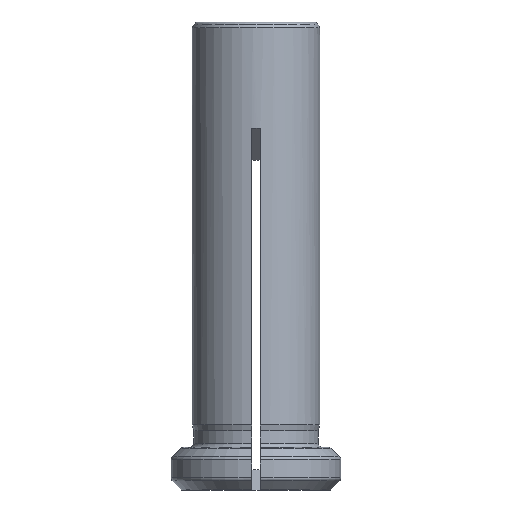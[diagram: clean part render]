
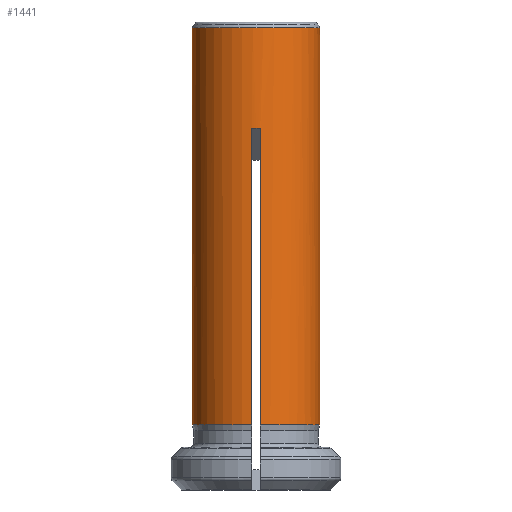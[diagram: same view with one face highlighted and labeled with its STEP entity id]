
A CAD part, front view. The second image highlights one B-rep face of the part: STEP entity #1441.
In plain terms, the highlighted cylindrical face has radius 6 mm (diameter 12 mm), a full revolution.
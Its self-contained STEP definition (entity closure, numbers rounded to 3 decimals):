
#163=CIRCLE('',#1507,6.);
#174=CIRCLE('',#1529,6.);
#185=CIRCLE('',#1551,6.);
#196=CIRCLE('',#1573,6.);
#199=CIRCLE('',#1577,6.);
#264=LINE('',#2632,#340);
#265=LINE('',#2636,#341);
#266=LINE('',#2637,#342);
#267=LINE('',#2641,#343);
#268=LINE('',#2642,#344);
#269=LINE('',#2646,#345);
#270=LINE('',#2647,#346);
#271=LINE('',#2651,#347);
#340=VECTOR('',#1943,1000.);
#341=VECTOR('',#1946,1000.);
#342=VECTOR('',#1947,1000.);
#343=VECTOR('',#1950,1000.);
#344=VECTOR('',#1951,1000.);
#345=VECTOR('',#1954,1000.);
#346=VECTOR('',#1955,1000.);
#347=VECTOR('',#1958,1000.);
#615=ORIENTED_EDGE('',*,*,#1002,.F.);
#616=ORIENTED_EDGE('',*,*,#1003,.F.);
#617=ORIENTED_EDGE('',*,*,#1004,.T.);
#618=ORIENTED_EDGE('',*,*,#865,.F.);
#619=ORIENTED_EDGE('',*,*,#1005,.F.);
#620=ORIENTED_EDGE('',*,*,#1006,.F.);
#621=ORIENTED_EDGE('',*,*,#1007,.T.);
#622=ORIENTED_EDGE('',*,*,#898,.F.);
#623=ORIENTED_EDGE('',*,*,#1008,.F.);
#624=ORIENTED_EDGE('',*,*,#1009,.F.);
#625=ORIENTED_EDGE('',*,*,#1010,.T.);
#626=ORIENTED_EDGE('',*,*,#931,.F.);
#627=ORIENTED_EDGE('',*,*,#1011,.F.);
#628=ORIENTED_EDGE('',*,*,#1012,.F.);
#629=ORIENTED_EDGE('',*,*,#1013,.T.);
#630=ORIENTED_EDGE('',*,*,#965,.F.);
#631=ORIENTED_EDGE('',*,*,#969,.F.);
#865=EDGE_CURVE('',#1079,#1080,#163,.F.);
#898=EDGE_CURVE('',#1101,#1102,#174,.F.);
#931=EDGE_CURVE('',#1123,#1124,#185,.F.);
#965=EDGE_CURVE('',#1145,#1147,#196,.F.);
#969=EDGE_CURVE('',#1150,#1150,#199,.F.);
#1002=EDGE_CURVE('',#1172,#1145,#264,.F.);
#1003=EDGE_CURVE('',#1173,#1172,#1188,.F.);
#1004=EDGE_CURVE('',#1173,#1080,#265,.F.);
#1005=EDGE_CURVE('',#1174,#1079,#266,.F.);
#1006=EDGE_CURVE('',#1175,#1174,#1189,.F.);
#1007=EDGE_CURVE('',#1175,#1102,#267,.F.);
#1008=EDGE_CURVE('',#1176,#1101,#268,.F.);
#1009=EDGE_CURVE('',#1177,#1176,#1190,.F.);
#1010=EDGE_CURVE('',#1177,#1124,#269,.F.);
#1011=EDGE_CURVE('',#1178,#1123,#270,.F.);
#1012=EDGE_CURVE('',#1179,#1178,#1191,.F.);
#1013=EDGE_CURVE('',#1179,#1147,#271,.F.);
#1079=VERTEX_POINT('',#2162);
#1080=VERTEX_POINT('',#2163);
#1101=VERTEX_POINT('',#2276);
#1102=VERTEX_POINT('',#2277);
#1123=VERTEX_POINT('',#2390);
#1124=VERTEX_POINT('',#2391);
#1145=VERTEX_POINT('',#2507);
#1147=VERTEX_POINT('',#2510);
#1150=VERTEX_POINT('',#2521);
#1172=VERTEX_POINT('',#2633);
#1173=VERTEX_POINT('',#2635);
#1174=VERTEX_POINT('',#2638);
#1175=VERTEX_POINT('',#2640);
#1176=VERTEX_POINT('',#2643);
#1177=VERTEX_POINT('',#2645);
#1178=VERTEX_POINT('',#2648);
#1179=VERTEX_POINT('',#2650);
#1188=ELLIPSE('',#1605,8.485,6.);
#1189=ELLIPSE('',#1606,8.485,6.);
#1190=ELLIPSE('',#1607,8.485,6.);
#1191=ELLIPSE('',#1608,8.485,6.);
#1258=EDGE_LOOP('',(#615,#616,#617,#618,#619,#620,#621,#622,#623,#624,#625,
#626,#627,#628,#629,#630));
#1259=EDGE_LOOP('',(#631));
#1346=FACE_BOUND('',#1258,.T.);
#1347=FACE_BOUND('',#1259,.T.);
#1381=CYLINDRICAL_SURFACE('',#1604,6.);
#1441=ADVANCED_FACE('',(#1346,#1347),#1381,.T.);
#1507=AXIS2_PLACEMENT_3D('',#2161,#1723,#1724);
#1529=AXIS2_PLACEMENT_3D('',#2275,#1773,#1774);
#1551=AXIS2_PLACEMENT_3D('',#2389,#1823,#1824);
#1573=AXIS2_PLACEMENT_3D('',#2509,#1873,#1874);
#1577=AXIS2_PLACEMENT_3D('',#2520,#1881,#1882);
#1604=AXIS2_PLACEMENT_3D('',#2631,#1941,#1942);
#1605=AXIS2_PLACEMENT_3D('',#2634,#1944,#1945);
#1606=AXIS2_PLACEMENT_3D('',#2639,#1948,#1949);
#1607=AXIS2_PLACEMENT_3D('',#2644,#1952,#1953);
#1608=AXIS2_PLACEMENT_3D('',#2649,#1956,#1957);
#1723=DIRECTION('',(0.,0.,1.));
#1724=DIRECTION('',(1.,0.,0.));
#1773=DIRECTION('',(0.,0.,1.));
#1774=DIRECTION('',(1.,0.,0.));
#1823=DIRECTION('',(0.,0.,1.));
#1824=DIRECTION('',(1.,0.,0.));
#1873=DIRECTION('',(0.,0.,1.));
#1874=DIRECTION('',(1.,0.,0.));
#1881=DIRECTION('',(0.,0.,-1.));
#1882=DIRECTION('',(-1.,0.,0.));
#1941=DIRECTION('',(0.,0.,1.));
#1942=DIRECTION('',(1.,0.,0.));
#1943=DIRECTION('',(0.,0.,1.));
#1944=DIRECTION('',(0.,-0.707,0.707));
#1945=DIRECTION('',(0.,0.707,0.707));
#1946=DIRECTION('',(0.,0.,1.));
#1947=DIRECTION('',(0.,0.,1.));
#1948=DIRECTION('',(0.707,0.,0.707));
#1949=DIRECTION('',(-0.707,0.,0.707));
#1950=DIRECTION('',(0.,0.,1.));
#1951=DIRECTION('',(0.,0.,1.));
#1952=DIRECTION('',(0.,0.707,0.707));
#1953=DIRECTION('',(0.,-0.707,0.707));
#1954=DIRECTION('',(0.,0.,1.));
#1955=DIRECTION('',(0.,0.,1.));
#1956=DIRECTION('',(-0.707,0.,0.707));
#1957=DIRECTION('',(0.707,0.,0.707));
#1958=DIRECTION('',(0.,0.,1.));
#2161=CARTESIAN_POINT('',(0.,0.,2.127));
#2162=CARTESIAN_POINT('',(-5.987,0.4,2.127));
#2163=CARTESIAN_POINT('',(-0.4,5.987,2.127));
#2275=CARTESIAN_POINT('',(0.,0.,2.127));
#2276=CARTESIAN_POINT('',(-0.4,-5.987,2.127));
#2277=CARTESIAN_POINT('',(-5.987,-0.4,2.127));
#2389=CARTESIAN_POINT('',(0.,0.,2.127));
#2390=CARTESIAN_POINT('',(5.987,-0.4,2.127));
#2391=CARTESIAN_POINT('',(0.4,-5.987,2.127));
#2507=CARTESIAN_POINT('',(0.4,5.987,2.127));
#2509=CARTESIAN_POINT('',(0.,0.,2.127));
#2510=CARTESIAN_POINT('',(5.987,0.4,2.127));
#2520=CARTESIAN_POINT('',(0.,0.,39.473));
#2521=CARTESIAN_POINT('',(-6.,0.,39.473));
#2631=CARTESIAN_POINT('',(0.,0.,60.));
#2632=CARTESIAN_POINT('',(0.4,5.987,60.));
#2633=CARTESIAN_POINT('',(0.4,5.987,29.987));
#2634=CARTESIAN_POINT('',(0.,0.,24.));
#2635=CARTESIAN_POINT('',(-0.4,5.987,29.987));
#2636=CARTESIAN_POINT('',(-0.4,5.987,60.));
#2637=CARTESIAN_POINT('',(-5.987,0.4,60.));
#2638=CARTESIAN_POINT('',(-5.987,0.4,29.987));
#2639=CARTESIAN_POINT('',(0.,0.,24.));
#2640=CARTESIAN_POINT('',(-5.987,-0.4,29.987));
#2641=CARTESIAN_POINT('',(-5.987,-0.4,60.));
#2642=CARTESIAN_POINT('',(-0.4,-5.987,60.));
#2643=CARTESIAN_POINT('',(-0.4,-5.987,29.987));
#2644=CARTESIAN_POINT('',(0.,0.,24.));
#2645=CARTESIAN_POINT('',(0.4,-5.987,29.987));
#2646=CARTESIAN_POINT('',(0.4,-5.987,60.));
#2647=CARTESIAN_POINT('',(5.987,-0.4,60.));
#2648=CARTESIAN_POINT('',(5.987,-0.4,29.987));
#2649=CARTESIAN_POINT('',(0.,0.,24.));
#2650=CARTESIAN_POINT('',(5.987,0.4,29.987));
#2651=CARTESIAN_POINT('',(5.987,0.4,60.));
